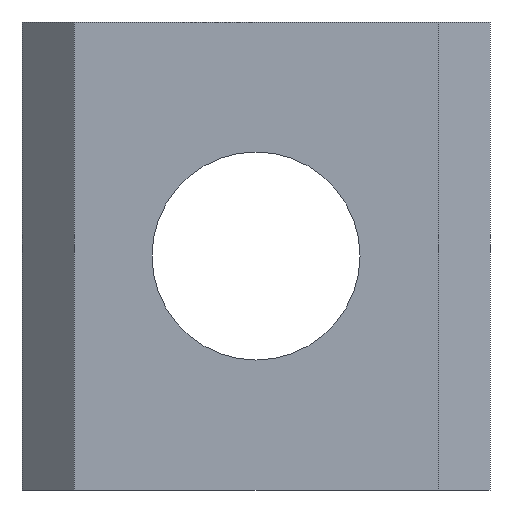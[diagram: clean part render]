
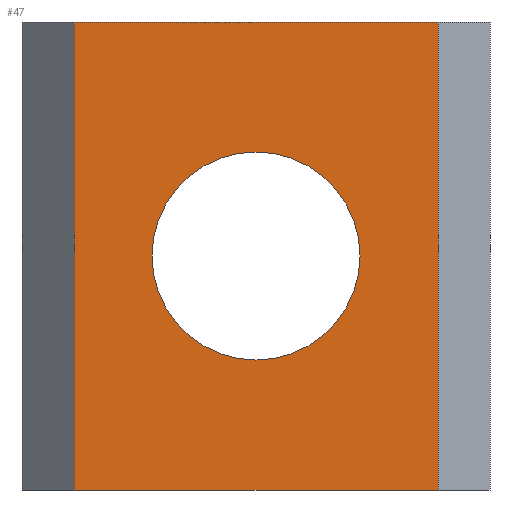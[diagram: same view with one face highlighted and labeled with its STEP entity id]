
A CAD part, left-side view. The second image highlights one B-rep face of the part: STEP entity #47.
In plain terms, the highlighted planar face has unit normal (-1, 0, 0).
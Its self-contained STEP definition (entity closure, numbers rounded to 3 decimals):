
#35=FACE_BOUND('',#82,.T.);
#36=FACE_BOUND('',#83,.T.);
#41=CIRCLE('',#277,2.);
#47=ADVANCED_FACE('',(#35,#36),#60,.T.);
#60=PLANE('',#278);
#82=EDGE_LOOP('',(#110));
#83=EDGE_LOOP('',(#111,#112,#113,#114));
#110=ORIENTED_EDGE('',*,*,#193,.F.);
#111=ORIENTED_EDGE('',*,*,#194,.F.);
#112=ORIENTED_EDGE('',*,*,#192,.F.);
#113=ORIENTED_EDGE('',*,*,#195,.T.);
#114=ORIENTED_EDGE('',*,*,#196,.T.);
#166=VERTEX_POINT('',#373);
#167=VERTEX_POINT('',#375);
#168=VERTEX_POINT('',#379);
#169=VERTEX_POINT('',#381);
#170=VERTEX_POINT('',#383);
#192=EDGE_CURVE('',#167,#166,#224,.T.);
#193=EDGE_CURVE('',#168,#168,#41,.T.);
#194=EDGE_CURVE('',#166,#169,#225,.T.);
#195=EDGE_CURVE('',#167,#170,#226,.T.);
#196=EDGE_CURVE('',#170,#169,#227,.T.);
#224=LINE('',#376,#254);
#225=LINE('',#380,#255);
#226=LINE('',#382,#256);
#227=LINE('',#384,#257);
#254=VECTOR('',#308,1.);
#255=VECTOR('',#313,1.);
#256=VECTOR('',#314,1.);
#257=VECTOR('',#315,1.);
#277=AXIS2_PLACEMENT_3D('',#378,#311,#312);
#278=AXIS2_PLACEMENT_3D('',#385,#316,#317);
#308=DIRECTION('',(0.,0.,-1.));
#311=DIRECTION('',(-1.,0.,0.));
#312=DIRECTION('',(0.,1.,0.));
#313=DIRECTION('',(0.,1.,0.));
#314=DIRECTION('',(0.,1.,0.));
#315=DIRECTION('',(0.,0.,-1.));
#316=DIRECTION('',(-1.,0.,0.));
#317=DIRECTION('',(0.,0.,1.));
#373=CARTESIAN_POINT('',(0.,-3.5,0.));
#375=CARTESIAN_POINT('',(0.,-3.5,9.));
#376=CARTESIAN_POINT('',(0.,-3.5,9.));
#378=CARTESIAN_POINT('',(0.,0.,4.5));
#379=CARTESIAN_POINT('',(0.,2.,4.5));
#380=CARTESIAN_POINT('',(0.,0.,0.));
#381=CARTESIAN_POINT('',(0.,3.5,0.));
#382=CARTESIAN_POINT('',(0.,-3.5,9.));
#383=CARTESIAN_POINT('',(0.,3.5,9.));
#384=CARTESIAN_POINT('',(0.,3.5,9.));
#385=CARTESIAN_POINT('',(0.,0.,9.));
